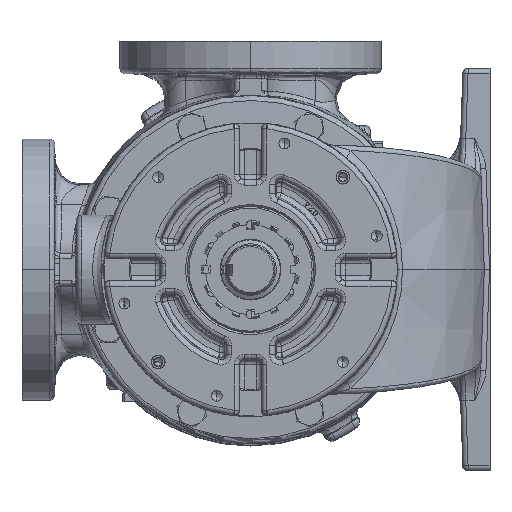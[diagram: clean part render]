
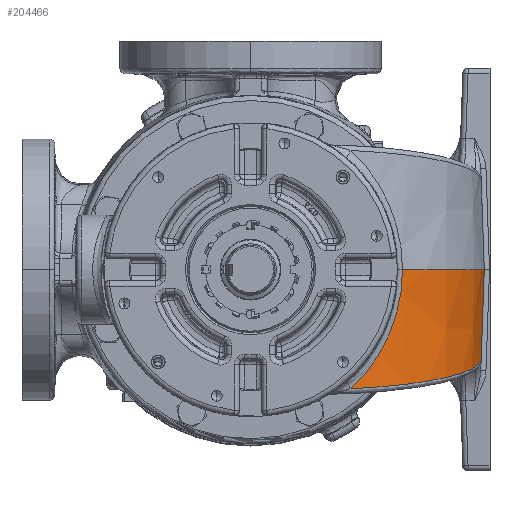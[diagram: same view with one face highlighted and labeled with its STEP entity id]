
A CAD part, left-side view. The second image highlights one B-rep face of the part: STEP entity #204466.
In plain terms, the highlighted conical face has half-angle 2 degrees and reference radius 100.076 mm.
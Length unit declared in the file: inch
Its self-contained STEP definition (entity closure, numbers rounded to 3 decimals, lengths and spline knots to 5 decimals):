
#3682 = CIRCLE ( 'NONE', #128249, 4.04497 ) ;
#4395 = CARTESIAN_POINT ( 'NONE',  ( -6.15, -1.32346, -3.00599 ) ) ;
#12865 = CARTESIAN_POINT ( 'NONE',  ( -9.97489, -2.30769, -2.73426 ) ) ;
#13512 = CARTESIAN_POINT ( 'NONE',  ( -9.60901, -3.35103, -1.02314 ) ) ;
#14539 = CARTESIAN_POINT ( 'NONE',  ( -6.25897, -5.29467, -2.08033 ) ) ;
#15212 = CARTESIAN_POINT ( 'NONE',  ( -8.11662, -4.76335, -2.40727 ) ) ;
#15870 = CARTESIAN_POINT ( 'NONE',  ( -9.92015, -2.52178, -2.72462 ) ) ;
#16761 = CONICAL_SURFACE ( 'NONE', #66292, 3.94, 0.035 ) ;
#20254 = DIRECTION ( 'NONE',  ( 1., 0., 0. ) ) ;
#21688 = FACE_OUTER_BOUND ( 'NONE', #171386, .T. ) ;
#21821 = EDGE_CURVE ( 'NONE', #121182, #187635, #194698, .T. ) ;
#28136 = LINE ( 'NONE', #106261, #65186 ) ;
#28721 = CARTESIAN_POINT ( 'NONE',  ( -9.85671, -2.73548, -2.26717 ) ) ;
#29365 = B_SPLINE_CURVE_WITH_KNOTS ( 'NONE', 3,
 ( #61533, #153075, #14539, #124878, #30423, #140668, #46342, #156466, #62206, #172391, #78112, #188267, #93983, #204265, #109711, #15212, #125563, #31103, #141356, #47029, #157153, #62899, #173090, #78808, #188971, #94658, #204948, #110396, #15870, #126240 ),
 .UNSPECIFIED., .F., .F.,
 ( 4, 2, 2, 2, 2, 2, 2, 2, 2, 2, 2, 2, 2, 2, 4 ),
 ( 0., 0.00422, 0.00843, 0.01686, 0.02529, 0.02951, 0.03372, 0.05059, 0.05902, 0.06323, 0.06745, 0.08431, 0.10117, 0.11803, 0.13489 ),
 .UNSPECIFIED. ) ;
#29381 = CARTESIAN_POINT ( 'NONE',  ( -9.58106, -3.41651, -0.7417 ) ) ;
#30423 = CARTESIAN_POINT ( 'NONE',  ( -6.42225, -5.28581, -2.10907 ) ) ;
#31103 = CARTESIAN_POINT ( 'NONE',  ( -8.34567, -4.61886, -2.44757 ) ) ;
#41509 = CARTESIAN_POINT ( 'NONE',  ( -9.56513, -3.4911, 0. ) ) ;
#44638 = CARTESIAN_POINT ( 'NONE',  ( -9.7803, -2.9482, -1.95421 ) ) ;
#44720 = CARTESIAN_POINT ( 'NONE',  ( -6.15, -1.32346, 0. ) ) ;
#45285 = CARTESIAN_POINT ( 'NONE',  ( -9.57401, -3.43438, -0.6462 ) ) ;
#46342 = CARTESIAN_POINT ( 'NONE',  ( -6.69229, -5.2574, -2.1566 ) ) ;
#47029 = CARTESIAN_POINT ( 'NONE',  ( -8.47938, -4.52473, -2.4711 ) ) ;
#54388 = VERTEX_POINT ( 'NONE', #167840 ) ;
#60498 = CARTESIAN_POINT ( 'NONE',  ( -9.74307, -3.04128, -1.78715 ) ) ;
#60575 = DIRECTION ( 'NONE',  ( 1., 0., 0. ) ) ;
#61155 = CARTESIAN_POINT ( 'NONE',  ( -9.56656, -3.4549, -0.51779 ) ) ;
#61533 = CARTESIAN_POINT ( 'NONE',  ( -6.15, -5.29646, -2.06115 ) ) ;
#62206 = CARTESIAN_POINT ( 'NONE',  ( -7.01173, -5.19797, -2.21282 ) ) ;
#62899 = CARTESIAN_POINT ( 'NONE',  ( -8.73916, -4.3239, -2.51682 ) ) ;
#65186 = VECTOR ( 'NONE', #202115, 39.37008 ) ;
#66292 = AXIS2_PLACEMENT_3D ( 'NONE', #4395, #130612, #20254 ) ;
#71606 = ORIENTED_EDGE ( 'NONE', *, *, #97641, .T. ) ;
#76398 = CARTESIAN_POINT ( 'NONE',  ( -9.7249, -3.08549, -1.70228 ) ) ;
#77073 = CARTESIAN_POINT ( 'NONE',  ( -9.55915, -3.48364, -0.25989 ) ) ;
#77218 = EDGE_CURVE ( 'NONE', #54388, #121182, #29365, .T. ) ;
#78112 = CARTESIAN_POINT ( 'NONE',  ( -7.22183, -5.14269, -2.2498 ) ) ;
#78808 = CARTESIAN_POINT ( 'NONE',  ( -9.19258, -3.85844, -2.59661 ) ) ;
#92282 = CARTESIAN_POINT ( 'NONE',  ( -9.69579, -3.15443, -1.55905 ) ) ;
#92956 = CARTESIAN_POINT ( 'NONE',  ( -9.56513, -3.4911, 0. ) ) ;
#93983 = CARTESIAN_POINT ( 'NONE',  ( -7.37813, -5.09433, -2.2773 ) ) ;
#94658 = CARTESIAN_POINT ( 'NONE',  ( -9.56864, -3.31837, -2.66278 ) ) ;
#97641 = EDGE_CURVE ( 'NONE', #188373, #187635, #3682, .T. ) ;
#103726 = CARTESIAN_POINT ( 'NONE',  ( -6.15, -5.36843, 0. ) ) ;
#106261 = CARTESIAN_POINT ( 'NONE',  ( -6.15, -5.26346, -3.00599 ) ) ;
#106693 = CARTESIAN_POINT ( 'NONE',  ( -9.93045, -2.49109, -2.55625 ) ) ;
#107994 = CARTESIAN_POINT ( 'NONE',  ( -9.64321, -3.27422, -1.26557 ) ) ;
#109711 = CARTESIAN_POINT ( 'NONE',  ( -7.83226, -4.91779, -2.35722 ) ) ;
#110396 = CARTESIAN_POINT ( 'NONE',  ( -9.84846, -2.72822, -2.71201 ) ) ;
#121182 = VERTEX_POINT ( 'NONE', #201396 ) ;
#123176 = CARTESIAN_POINT ( 'NONE',  ( -9.88197, -2.65765, -2.36617 ) ) ;
#123852 = CARTESIAN_POINT ( 'NONE',  ( -9.59465, -3.38352, -0.8995 ) ) ;
#124878 = CARTESIAN_POINT ( 'NONE',  ( -6.36783, -5.28951, -2.09949 ) ) ;
#125563 = CARTESIAN_POINT ( 'NONE',  ( -8.20944, -4.70795, -2.4236 ) ) ;
#126240 = CARTESIAN_POINT ( 'NONE',  ( -9.97489, -2.30769, -2.73426 ) ) ;
#128249 = AXIS2_PLACEMENT_3D ( 'NONE', #44720, #154884, #60575 ) ;
#130612 = DIRECTION ( 'NONE',  ( 0., 0., 1. ) ) ;
#138988 = CARTESIAN_POINT ( 'NONE',  ( -9.80587, -2.88076, -2.06119 ) ) ;
#139637 = CARTESIAN_POINT ( 'NONE',  ( -9.57855, -3.42272, -0.70998 ) ) ;
#140668 = CARTESIAN_POINT ( 'NONE',  ( -6.58476, -5.27141, -2.13767 ) ) ;
#141356 = CARTESIAN_POINT ( 'NONE',  ( -8.39058, -4.58816, -2.45548 ) ) ;
#144260 = ORIENTED_EDGE ( 'NONE', *, *, #21821, .F. ) ;
#150404 = EDGE_CURVE ( 'NONE', #188373, #54388, #28136, .T. ) ;
#153075 = CARTESIAN_POINT ( 'NONE',  ( -6.20451, -5.29612, -2.07074 ) ) ;
#154807 = CARTESIAN_POINT ( 'NONE',  ( -9.74924, -3.02602, -1.81524 ) ) ;
#154884 = DIRECTION ( 'NONE',  ( 0., 0., -1. ) ) ;
#155449 = CARTESIAN_POINT ( 'NONE',  ( -9.57196, -3.43982, -0.61411 ) ) ;
#156466 = CARTESIAN_POINT ( 'NONE',  ( -6.90578, -5.22068, -2.19417 ) ) ;
#157153 = CARTESIAN_POINT ( 'NONE',  ( -8.52337, -4.49191, -2.47885 ) ) ;
#167840 = CARTESIAN_POINT ( 'NONE',  ( -6.15, -5.29646, -2.06115 ) ) ;
#170671 = CARTESIAN_POINT ( 'NONE',  ( -9.7309, -3.07102, -1.73067 ) ) ;
#171331 = CARTESIAN_POINT ( 'NONE',  ( -9.56395, -3.46331, -0.45343 ) ) ;
#171386 = EDGE_LOOP ( 'NONE', ( #176848, #199462, #71606, #144260 ) ) ;
#172391 = CARTESIAN_POINT ( 'NONE',  ( -7.16945, -5.15734, -2.24058 ) ) ;
#173090 = CARTESIAN_POINT ( 'NONE',  ( -8.89874, -4.1769, -2.5449 ) ) ;
#176848 = ORIENTED_EDGE ( 'NONE', *, *, #77218, .F. ) ;
#186550 = CARTESIAN_POINT ( 'NONE',  ( -9.7072, -3.12778, -1.61669 ) ) ;
#187231 = CARTESIAN_POINT ( 'NONE',  ( -9.56002, -3.49066, -0.13025 ) ) ;
#187635 = VERTEX_POINT ( 'NONE', #41509 ) ;
#188267 = CARTESIAN_POINT ( 'NONE',  ( -7.32618, -5.11119, -2.26816 ) ) ;
#188373 = VERTEX_POINT ( 'NONE', #103726 ) ;
#188971 = CARTESIAN_POINT ( 'NONE',  ( -9.32689, -3.68691, -2.62024 ) ) ;
#194698 = B_SPLINE_CURVE_WITH_KNOTS ( 'NONE', 3,
 ( #12865, #201856, #106693, #123176, #28721, #138988, #44638, #154807, #60498, #170671, #76398, #186550, #92282, #202548, #107994, #13512, #123852, #29381, #139637, #45285, #155449, #61155, #171331, #77073, #187231, #92956 ),
 .UNSPECIFIED., .F., .F.,
 ( 4, 2, 2, 2, 2, 2, 2, 2, 2, 2, 2, 2, 4 ),
 ( 0., 0.00979, 0.01957, 0.02936, 0.03181, 0.03425, 0.03915, 0.04893, 0.05872, 0.06117, 0.06362, 0.06851, 0.0783 ),
 .UNSPECIFIED. ) ;
#199462 = ORIENTED_EDGE ( 'NONE', *, *, #150404, .F. ) ;
#201396 = CARTESIAN_POINT ( 'NONE',  ( -9.97489, -2.30769, -2.73426 ) ) ;
#201856 = CARTESIAN_POINT ( 'NONE',  ( -9.95366, -2.40237, -2.64732 ) ) ;
#202115 = DIRECTION ( 'NONE',  ( 0., 0.035, -0.999 ) ) ;
#202548 = CARTESIAN_POINT ( 'NONE',  ( -9.66305, -3.2299, -1.38437 ) ) ;
#204265 = CARTESIAN_POINT ( 'NONE',  ( -7.63487, -5.00513, -2.32249 ) ) ;
#204466 = ADVANCED_FACE ( 'NONE', ( #21688 ), #16761, .T. ) ;
#204948 = CARTESIAN_POINT ( 'NONE',  ( -9.67271, -3.12652, -2.68109 ) ) ;
